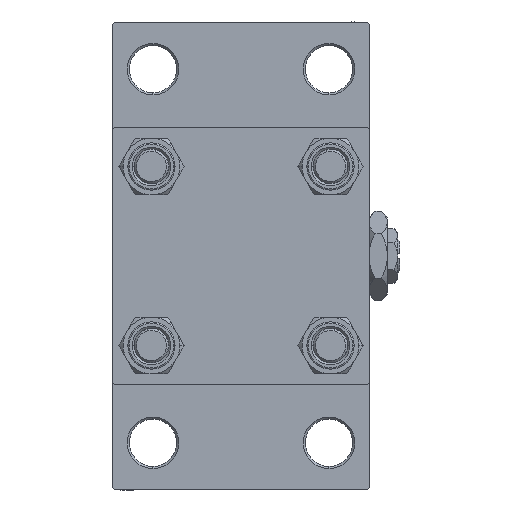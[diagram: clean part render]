
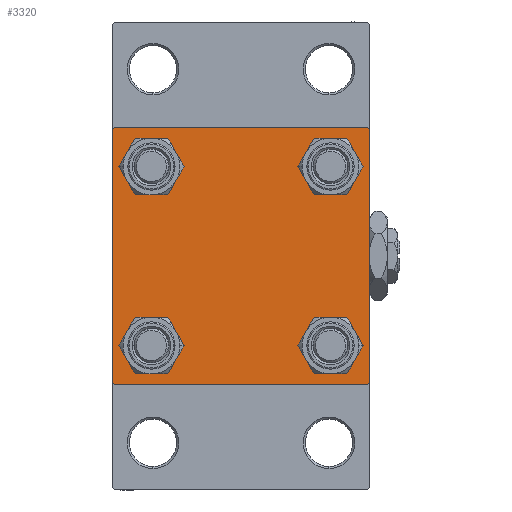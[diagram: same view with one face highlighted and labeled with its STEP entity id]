
A CAD part, left-side view. The second image highlights one B-rep face of the part: STEP entity #3320.
In plain terms, the highlighted planar face has unit normal (-1, 0, 0).
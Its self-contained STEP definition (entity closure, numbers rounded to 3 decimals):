
#131 = ORIENTED_EDGE ( 'NONE', *, *, #42068, .T. ) ;
#201 = DIRECTION ( 'NONE',  ( 0., 0., 1. ) ) ;
#509 = DIRECTION ( 'NONE',  ( 1., 0., 0. ) ) ;
#734 = EDGE_LOOP ( 'NONE', ( #34871, #18552 ) ) ;
#1746 = DIRECTION ( 'NONE',  ( 1., 0., 0. ) ) ;
#2379 = DIRECTION ( 'NONE',  ( 0., -1., 0. ) ) ;
#2774 = CARTESIAN_POINT ( 'NONE',  ( 0., -29.5, -30. ) ) ;
#3256 = VECTOR ( 'NONE', #5092, 1000. ) ;
#3320 = ADVANCED_FACE ( 'NONE', ( #23594, #7907, #4905, #12629, #27837 ), #43029, .T. ) ;
#3329 = AXIS2_PLACEMENT_3D ( 'NONE', #30934, #509, #22714 ) ;
#3923 = DIRECTION ( 'NONE',  ( 0., 0., 1. ) ) ;
#4389 = DIRECTION ( 'NONE',  ( 0., 0.707, 0.707 ) ) ;
#4487 = CARTESIAN_POINT ( 'NONE',  ( 0., -30., 29.5 ) ) ;
#4776 = CARTESIAN_POINT ( 'NONE',  ( 0., -29.5, 30. ) ) ;
#4889 = ORIENTED_EDGE ( 'NONE', *, *, #42828, .T. ) ;
#4905 = FACE_BOUND ( 'NONE', #17639, .T. ) ;
#4941 = CARTESIAN_POINT ( 'NONE',  ( 0., -30., -29.5 ) ) ;
#5092 = DIRECTION ( 'NONE',  ( 0., 0., -1. ) ) ;
#5189 = ORIENTED_EDGE ( 'NONE', *, *, #21043, .T. ) ;
#5638 = DIRECTION ( 'NONE',  ( 0., 0., -1. ) ) ;
#5677 = EDGE_CURVE ( 'NONE', #34375, #33076, #20345, .T. ) ;
#5902 = EDGE_CURVE ( 'NONE', #9258, #31857, #32286, .T. ) ;
#6377 = LINE ( 'NONE', #32302, #28228 ) ;
#6875 = CARTESIAN_POINT ( 'NONE',  ( 0., 30., -30. ) ) ;
#7583 = DIRECTION ( 'NONE',  ( 0., 0.707, -0.707 ) ) ;
#7907 = FACE_BOUND ( 'NONE', #14377, .T. ) ;
#8196 = CIRCLE ( 'NONE', #48010, 4.5 ) ;
#8321 = DIRECTION ( 'NONE',  ( 0., 0., 1. ) ) ;
#8362 = EDGE_CURVE ( 'NONE', #34375, #23651, #36470, .T. ) ;
#8712 = EDGE_CURVE ( 'NONE', #35156, #23651, #17484, .T. ) ;
#8813 = CARTESIAN_POINT ( 'NONE',  ( 0., 20.85, -20.85 ) ) ;
#8891 = CARTESIAN_POINT ( 'NONE',  ( 0., 0., 0. ) ) ;
#9258 = VERTEX_POINT ( 'NONE', #20374 ) ;
#9932 = DIRECTION ( 'NONE',  ( 1., 0., 0. ) ) ;
#10671 = CARTESIAN_POINT ( 'NONE',  ( 0., -20.85, -20.85 ) ) ;
#10738 = ORIENTED_EDGE ( 'NONE', *, *, #43304, .T. ) ;
#10877 = VERTEX_POINT ( 'NONE', #20957 ) ;
#10926 = AXIS2_PLACEMENT_3D ( 'NONE', #10671, #9932, #48564 ) ;
#12529 = CIRCLE ( 'NONE', #10926, 4.5 ) ;
#12629 = FACE_BOUND ( 'NONE', #734, .T. ) ;
#12660 = VECTOR ( 'NONE', #26305, 1000. ) ;
#13191 = VERTEX_POINT ( 'NONE', #20977 ) ;
#14138 = DIRECTION ( 'NONE',  ( 1., 0., 0. ) ) ;
#14377 = EDGE_LOOP ( 'NONE', ( #34919, #131 ) ) ;
#14436 = ORIENTED_EDGE ( 'NONE', *, *, #22508, .T. ) ;
#15520 = EDGE_CURVE ( 'NONE', #26005, #35156, #41024, .T. ) ;
#16313 = CARTESIAN_POINT ( 'NONE',  ( 0., -30., 30. ) ) ;
#17276 = CARTESIAN_POINT ( 'NONE',  ( 0., 30., 29.5 ) ) ;
#17469 = CARTESIAN_POINT ( 'NONE',  ( 0., 29.75, -29.75 ) ) ;
#17484 = LINE ( 'NONE', #48861, #35047 ) ;
#17639 = EDGE_LOOP ( 'NONE', ( #18298, #30332 ) ) ;
#18246 = VERTEX_POINT ( 'NONE', #33169 ) ;
#18273 = DIRECTION ( 'NONE',  ( 1., 0., 0. ) ) ;
#18298 = ORIENTED_EDGE ( 'NONE', *, *, #23443, .T. ) ;
#18552 = ORIENTED_EDGE ( 'NONE', *, *, #46117, .T. ) ;
#20222 = VERTEX_POINT ( 'NONE', #22972 ) ;
#20345 = LINE ( 'NONE', #42266, #48538 ) ;
#20374 = CARTESIAN_POINT ( 'NONE',  ( 0., 29.5, 30. ) ) ;
#20647 = EDGE_CURVE ( 'NONE', #9258, #33076, #33767, .T. ) ;
#20957 = CARTESIAN_POINT ( 'NONE',  ( 0., -20.85, -16.35 ) ) ;
#20977 = CARTESIAN_POINT ( 'NONE',  ( 0., 30., -29.5 ) ) ;
#21043 = EDGE_CURVE ( 'NONE', #18246, #28459, #47867, .T. ) ;
#21192 = CARTESIAN_POINT ( 'NONE',  ( 0., 20.85, -20.85 ) ) ;
#22205 = DIRECTION ( 'NONE',  ( 0., -0.707, 0.707 ) ) ;
#22508 = EDGE_CURVE ( 'NONE', #28459, #18246, #35174, .T. ) ;
#22714 = DIRECTION ( 'NONE',  ( 0., 0., 1. ) ) ;
#22730 = EDGE_CURVE ( 'NONE', #10877, #20222, #42314, .T. ) ;
#22972 = CARTESIAN_POINT ( 'NONE',  ( 0., -20.85, -25.35 ) ) ;
#23443 = EDGE_CURVE ( 'NONE', #25410, #39871, #29622, .T. ) ;
#23594 = FACE_BOUND ( 'NONE', #31893, .T. ) ;
#23651 = VERTEX_POINT ( 'NONE', #4941 ) ;
#23756 = ORIENTED_EDGE ( 'NONE', *, *, #8362, .F. ) ;
#23866 = EDGE_CURVE ( 'NONE', #38458, #40125, #39974, .T. ) ;
#24086 = DIRECTION ( 'NONE',  ( -1., 0., 0. ) ) ;
#25024 = VECTOR ( 'NONE', #25187, 1000. ) ;
#25187 = DIRECTION ( 'NONE',  ( 0., -0.707, -0.707 ) ) ;
#25410 = VERTEX_POINT ( 'NONE', #25521 ) ;
#25521 = CARTESIAN_POINT ( 'NONE',  ( 0., 20.85, -16.35 ) ) ;
#25984 = DIRECTION ( 'NONE',  ( 0., 0., 1. ) ) ;
#26005 = VERTEX_POINT ( 'NONE', #32393 ) ;
#26305 = DIRECTION ( 'NONE',  ( 0., -1., 0. ) ) ;
#26390 = AXIS2_PLACEMENT_3D ( 'NONE', #36705, #18273, #25984 ) ;
#27208 = AXIS2_PLACEMENT_3D ( 'NONE', #31120, #42072, #201 ) ;
#27837 = FACE_OUTER_BOUND ( 'NONE', #28222, .T. ) ;
#27915 = EDGE_CURVE ( 'NONE', #39871, #25410, #8196, .T. ) ;
#27997 = ORIENTED_EDGE ( 'NONE', *, *, #15520, .T. ) ;
#28093 = AXIS2_PLACEMENT_3D ( 'NONE', #48284, #14138, #29352 ) ;
#28222 = EDGE_LOOP ( 'NONE', ( #10738, #4889, #27997, #40657, #23756, #30249, #32095, #36876 ) ) ;
#28228 = VECTOR ( 'NONE', #5638, 1000. ) ;
#28459 = VERTEX_POINT ( 'NONE', #29338 ) ;
#29338 = CARTESIAN_POINT ( 'NONE',  ( 0., -20.85, 16.35 ) ) ;
#29352 = DIRECTION ( 'NONE',  ( 0., 0., 1. ) ) ;
#29622 = CIRCLE ( 'NONE', #35982, 4.5 ) ;
#30249 = ORIENTED_EDGE ( 'NONE', *, *, #5677, .T. ) ;
#30332 = ORIENTED_EDGE ( 'NONE', *, *, #27915, .T. ) ;
#30934 = CARTESIAN_POINT ( 'NONE',  ( 0., -20.85, 20.85 ) ) ;
#31120 = CARTESIAN_POINT ( 'NONE',  ( 0., -20.85, -20.85 ) ) ;
#31857 = VERTEX_POINT ( 'NONE', #17276 ) ;
#31893 = EDGE_LOOP ( 'NONE', ( #5189, #14436 ) ) ;
#32095 = ORIENTED_EDGE ( 'NONE', *, *, #20647, .F. ) ;
#32286 = LINE ( 'NONE', #47471, #40566 ) ;
#32302 = CARTESIAN_POINT ( 'NONE',  ( 0., 30., 30. ) ) ;
#32393 = CARTESIAN_POINT ( 'NONE',  ( 0., 29.5, -30. ) ) ;
#32647 = DIRECTION ( 'NONE',  ( 0., 0., 1. ) ) ;
#32998 = AXIS2_PLACEMENT_3D ( 'NONE', #37126, #41599, #37374 ) ;
#33076 = VERTEX_POINT ( 'NONE', #4776 ) ;
#33169 = CARTESIAN_POINT ( 'NONE',  ( 0., -20.85, 25.35 ) ) ;
#33767 = LINE ( 'NONE', #36514, #41504 ) ;
#34375 = VERTEX_POINT ( 'NONE', #4487 ) ;
#34871 = ORIENTED_EDGE ( 'NONE', *, *, #23866, .T. ) ;
#34919 = ORIENTED_EDGE ( 'NONE', *, *, #22730, .T. ) ;
#35047 = VECTOR ( 'NONE', #22205, 1000. ) ;
#35156 = VERTEX_POINT ( 'NONE', #2774 ) ;
#35174 = CIRCLE ( 'NONE', #3329, 4.5 ) ;
#35982 = AXIS2_PLACEMENT_3D ( 'NONE', #21192, #1746, #32647 ) ;
#36113 = CARTESIAN_POINT ( 'NONE',  ( 0., 20.85, 16.35 ) ) ;
#36391 = LINE ( 'NONE', #17469, #25024 ) ;
#36470 = LINE ( 'NONE', #16313, #3256 ) ;
#36514 = CARTESIAN_POINT ( 'NONE',  ( 0., 30., 30. ) ) ;
#36705 = CARTESIAN_POINT ( 'NONE',  ( 0., -20.85, 20.85 ) ) ;
#36876 = ORIENTED_EDGE ( 'NONE', *, *, #5902, .T. ) ;
#37126 = CARTESIAN_POINT ( 'NONE',  ( 0., 20.85, 20.85 ) ) ;
#37374 = DIRECTION ( 'NONE',  ( 0., 0., 1. ) ) ;
#38458 = VERTEX_POINT ( 'NONE', #45581 ) ;
#39871 = VERTEX_POINT ( 'NONE', #47392 ) ;
#39974 = CIRCLE ( 'NONE', #28093, 4.5 ) ;
#40125 = VERTEX_POINT ( 'NONE', #36113 ) ;
#40566 = VECTOR ( 'NONE', #7583, 1000. ) ;
#40657 = ORIENTED_EDGE ( 'NONE', *, *, #8712, .T. ) ;
#41024 = LINE ( 'NONE', #6875, #12660 ) ;
#41504 = VECTOR ( 'NONE', #2379, 1000. ) ;
#41599 = DIRECTION ( 'NONE',  ( 1., 0., 0. ) ) ;
#42068 = EDGE_CURVE ( 'NONE', #20222, #10877, #12529, .T. ) ;
#42072 = DIRECTION ( 'NONE',  ( 1., 0., 0. ) ) ;
#42266 = CARTESIAN_POINT ( 'NONE',  ( 0., -29.75, 29.75 ) ) ;
#42314 = CIRCLE ( 'NONE', #27208, 4.5 ) ;
#42456 = DIRECTION ( 'NONE',  ( 1., 0., 0. ) ) ;
#42828 = EDGE_CURVE ( 'NONE', #13191, #26005, #36391, .T. ) ;
#43029 = PLANE ( 'NONE',  #47600 ) ;
#43304 = EDGE_CURVE ( 'NONE', #31857, #13191, #6377, .T. ) ;
#44128 = CIRCLE ( 'NONE', #32998, 4.5 ) ;
#45581 = CARTESIAN_POINT ( 'NONE',  ( 0., 20.85, 25.35 ) ) ;
#46117 = EDGE_CURVE ( 'NONE', #40125, #38458, #44128, .T. ) ;
#47392 = CARTESIAN_POINT ( 'NONE',  ( 0., 20.85, -25.35 ) ) ;
#47471 = CARTESIAN_POINT ( 'NONE',  ( 0., 29.75, 29.75 ) ) ;
#47600 = AXIS2_PLACEMENT_3D ( 'NONE', #8891, #24086, #3923 ) ;
#47867 = CIRCLE ( 'NONE', #26390, 4.5 ) ;
#48010 = AXIS2_PLACEMENT_3D ( 'NONE', #8813, #42456, #8321 ) ;
#48284 = CARTESIAN_POINT ( 'NONE',  ( 0., 20.85, 20.85 ) ) ;
#48538 = VECTOR ( 'NONE', #4389, 1000. ) ;
#48564 = DIRECTION ( 'NONE',  ( 0., 0., 1. ) ) ;
#48861 = CARTESIAN_POINT ( 'NONE',  ( 0., -29.75, -29.75 ) ) ;
